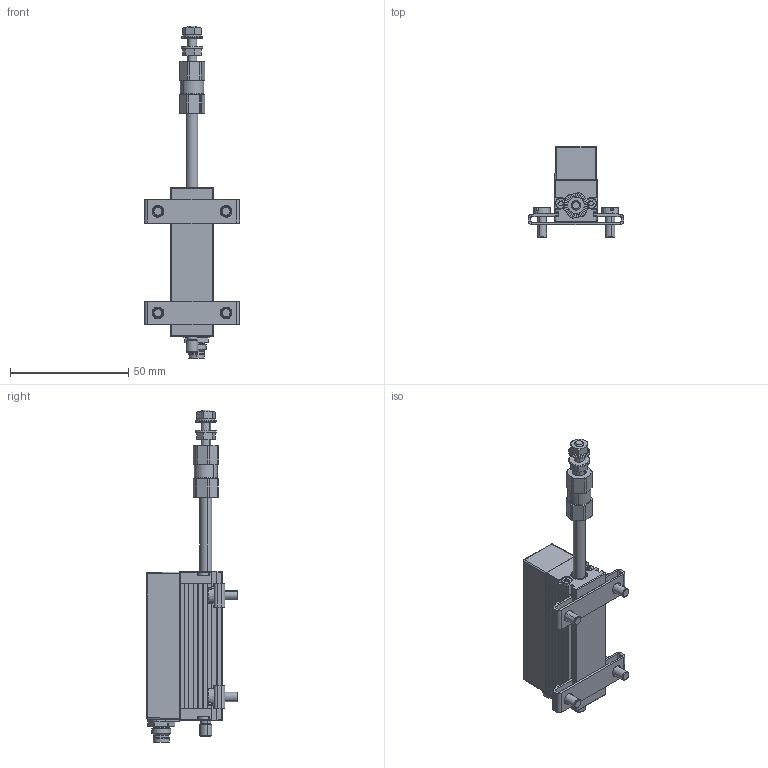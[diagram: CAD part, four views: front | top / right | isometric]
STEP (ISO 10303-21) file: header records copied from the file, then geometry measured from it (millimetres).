
FILE_DESCRIPTION (( 'STEP AP214' ), '1' );
FILE_NAME ('LS1-0025-001-plug-extend.step', '2012-06-15T06:44:00', ( 'dummy' ), ( '' ), 'SwSTEP 2.0', 'SolidWorks 2011', '' );
FILE_SCHEMA (( 'AUTOMOTIVE_DESIGN' ));
Length unit declared in the file: millimetre
Products named in the file (1): LS1-0025-001-plug-extend
Bounding box: 40.19 x 38.78 x 140.41 mm (x, y, z)
Surface area: 16365.8 mm2 (no closed solid volume)
Topology: 0 solids, 70 shells, 677 faces, 2744 edges, 2096 vertices
Faces by surface type: plane 311, cylinder 226, cone 98, torus 26, sphere 10, bspline 6
Entity records: 41116 total; most frequent: CARTESIAN_POINT 12057, DIRECTION 4341, ORIENTED_EDGE 3875, EDGE_CURVE 2738, VERTEX_POINT 2096, AXIS2_PLACEMENT_3D 1469, LINE 1403, VECTOR 1403
